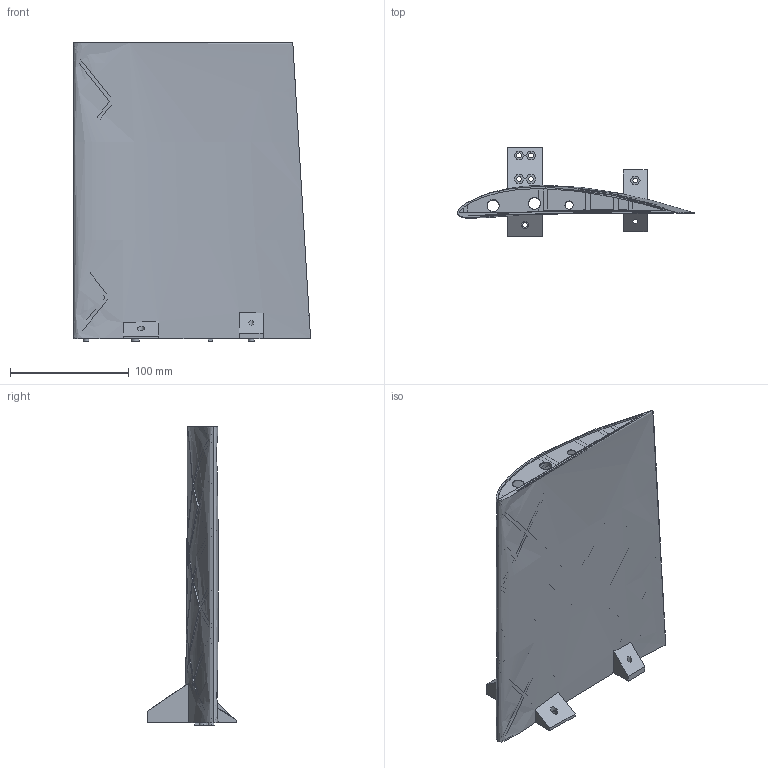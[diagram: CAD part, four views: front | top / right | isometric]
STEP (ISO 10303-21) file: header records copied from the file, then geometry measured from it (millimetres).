
FILE_DESCRIPTION (( 'STEP AP214' ), '1' );
FILE_NAME ('Detailed_Wing_2_noerror_V2_謯嚪2.STEP', '2025-04-02T19:40:34', ( '' ), ( '' ), 'SwSTEP 2.0', 'SolidWorks 2022', '' );
FILE_SCHEMA (( 'AUTOMOTIVE_DESIGN' ));
Length unit declared in the file: millimetre
Products named in the file (1): Detailed_Wing_2_noerror_V2_παρτ2
Bounding box: 200 x 75.88 x 251.9 mm (x, y, z)
Volume: 241382.9 mm3; surface area: 256959.8 mm2
Topology: 1 solids, 21 shells, 368 faces, 963 edges, 641 vertices
Faces by surface type: plane 224, bspline 84, cylinder 60
Entity records: 18979 total; most frequent: CARTESIAN_POINT 11121, ORIENTED_EDGE 1924, DIRECTION 1110, EDGE_CURVE 962, VERTEX_POINT 641, EDGE_LOOP 415, VECTOR 412, LINE 412
